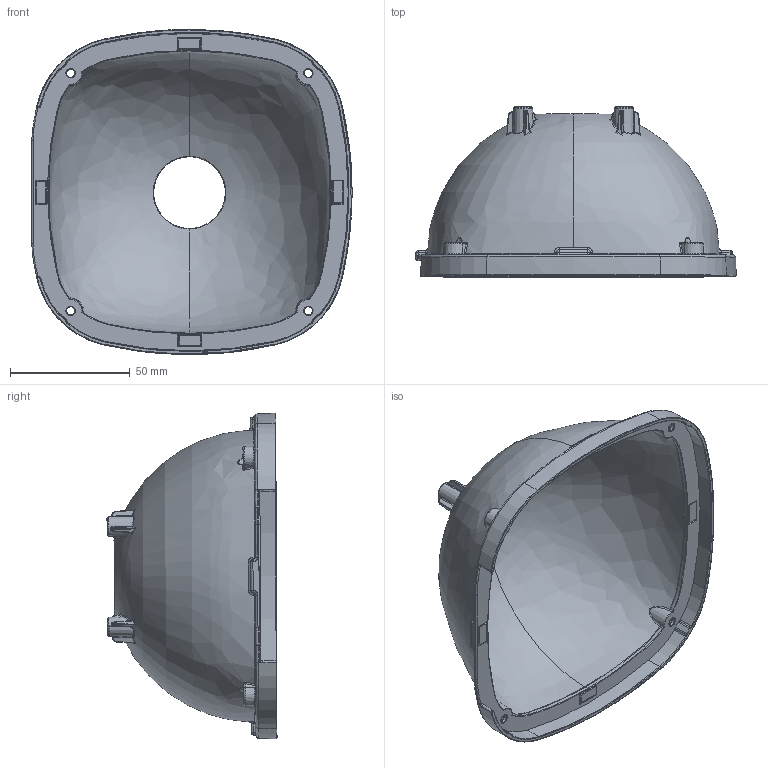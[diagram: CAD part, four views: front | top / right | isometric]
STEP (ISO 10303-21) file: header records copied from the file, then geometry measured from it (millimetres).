
FILE_DESCRIPTION (( 'STEP AP214' ), '1' );
FILE_NAME ('OPT2428.STEP', '2023-03-07T18:21:34', ( '' ), ( '' ), 'SwSTEP 2.0', 'SolidWorks 2021', '' );
FILE_SCHEMA (( 'AUTOMOTIVE_DESIGN' ));
Length unit declared in the file: inch
Products named in the file (1): OPT2428
Bounding box: 133.95 x 71.11 x 136.05 mm (x, y, z)
Volume: 61997 mm3; surface area: 61759.5 mm2
Topology: 1 solids, 1 shells, 1088 faces, 2581 edges, 1418 vertices
Faces by surface type: bspline 612, cylinder 235, plane 146, cone 95
Entity records: 51047 total; most frequent: CARTESIAN_POINT 30823, ORIENTED_EDGE 4962, DIRECTION 3230, EDGE_CURVE 2481, VERTEX_POINT 1418, AXIS2_PLACEMENT_3D 1346, EDGE_LOOP 1121, FACE_OUTER_BOUND 1088
